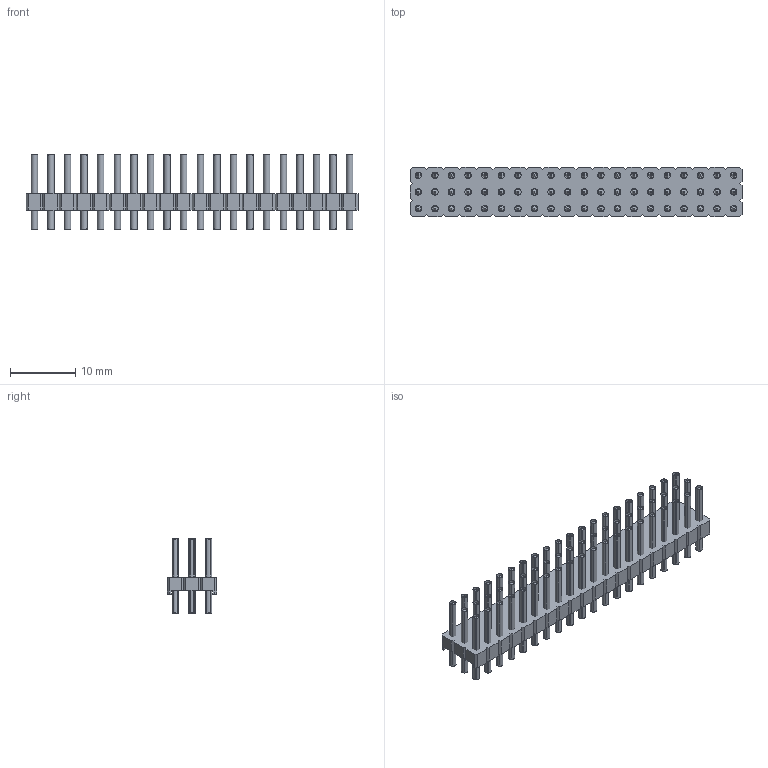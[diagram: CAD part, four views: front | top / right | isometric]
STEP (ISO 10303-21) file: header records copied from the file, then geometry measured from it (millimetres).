
FILE_DESCRIPTION(/* description */ ('-'),/* implementation_level */ '2;1');
FILE_NAME(/* name */ 'Stiftleiste, RM 2,54 mm - 6-3 mm, gerade - 3 x 20 - schwarz',/* time_stamp */ '2022-04-18T17:48:49+02:00',/* author */ ('c.wilms'),/* organization */ ('-'),/* preprocessor_version */ 'ST-DEVELOPER v16.7',/* originating_system */ 'Solid Edge',/* authorisation */ 'Unknown');
FILE_SCHEMA (('AUTOMOTIVE_DESIGN {1 0 10303 214 3 1 1}'));
Length unit declared in the file: millimetre
Products named in the file (3): Stiftleiste, RM 2,54 mm - 6-3 mm, gerade - 3 x 20 - schwarz; Stiftleiste, RM 2,54 mm - Stift -  6-3 mm, gerade; Stiftleiste, RM 2,54 mm - Träger - 3 x 20 - schwarz
Assembly tree (61 placements, depth 2):
  Stiftleiste, RM 2,54 mm - 6-3 mm, gerade - 3 x 20 - schwarz
    Stiftleiste, RM 2,54 mm - Stift -  6-3 mm, gerade  x60
    Stiftleiste, RM 2,54 mm - Träger - 3 x 20 - schwarz
Bounding box: 50.8 x 7.62 x 11.54 mm (x, y, z)
Volume: 1036.2 mm3; surface area: 5268.8 mm2
Topology: 61 solids, 121 shells, 1760 faces, 4914 edges, 3276 vertices
Faces by surface type: plane 1220, cylinder 540
Full cylindrical faces by diameter (mm): 1 x60
Entity records: 22290 total; most frequent: CARTESIAN_POINT 3875, ORIENTED_EDGE 3806, DIRECTION 3804, EDGE_CURVE 1904, LINE 1406, VECTOR 1406, VERTEX_POINT 1270, AXIS2_PLACEMENT_3D 1199
